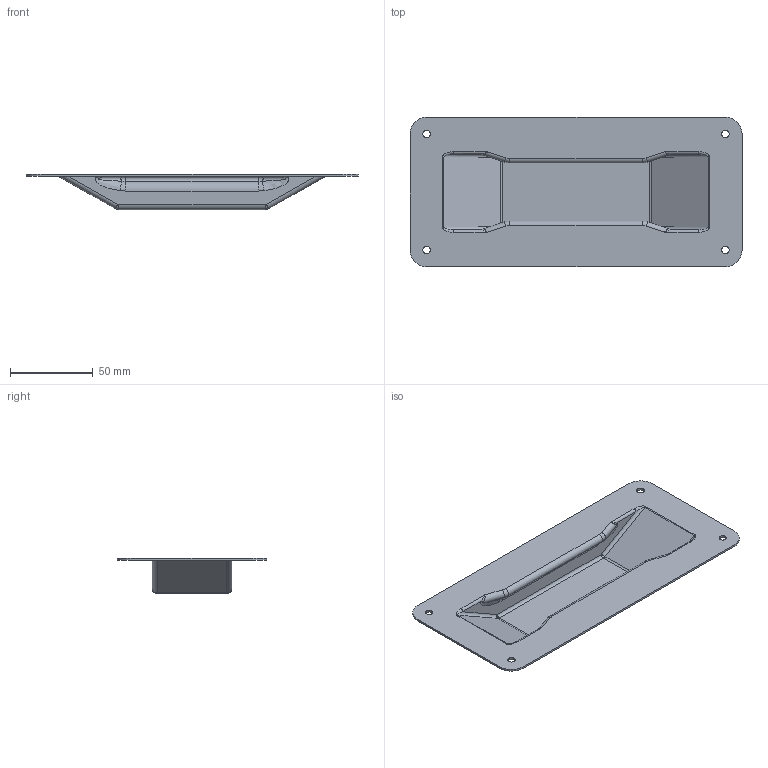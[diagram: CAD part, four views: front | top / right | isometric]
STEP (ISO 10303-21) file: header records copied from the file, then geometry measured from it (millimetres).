
FILE_DESCRIPTION(/* description */ (''),/* implementation_level */ '2;1');
FILE_NAME(/* name */ 'RD-4B.stp',/* time_stamp */ '2019-08-29T12:01:08+02:00',/* author */ ('Marc'),/* organization */ (''),/* preprocessor_version */ 'ST-DEVELOPER v17.2',/* originating_system */ 'Autodesk Inventor 2019',/* authorisation */ '');
FILE_SCHEMA (('AUTOMOTIVE_DESIGN { 1 0 10303 214 3 1 1 }'));
Length unit declared in the file: millimetre
Products named in the file (1): 1290 essai
Bounding box: 200 x 90 x 21.2 mm (x, y, z)
Volume: 29127.6 mm3; surface area: 49306.6 mm2
Topology: 1 solids, 1 shells, 184 faces, 470 edges, 288 vertices
Faces by surface type: bspline 84, cylinder 52, plane 40, torus 8
Full cylindrical faces by diameter (mm): 4.5 x4
Entity records: 6652 total; most frequent: CARTESIAN_POINT 2600, ORIENTED_EDGE 924, DIRECTION 676, EDGE_CURVE 462, VERTEX_POINT 288, AXIS2_PLACEMENT_3D 241, EDGE_LOOP 200, LINE 194
